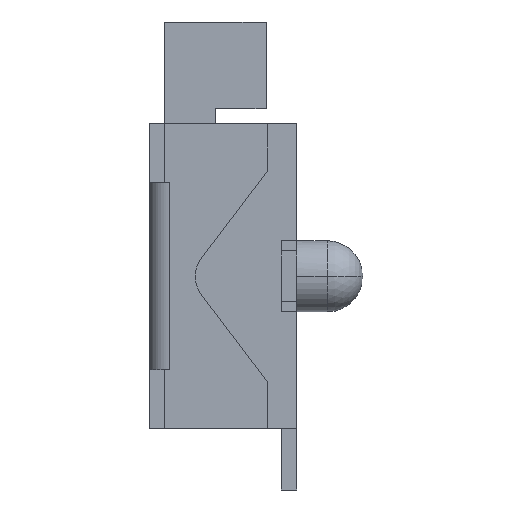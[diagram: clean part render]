
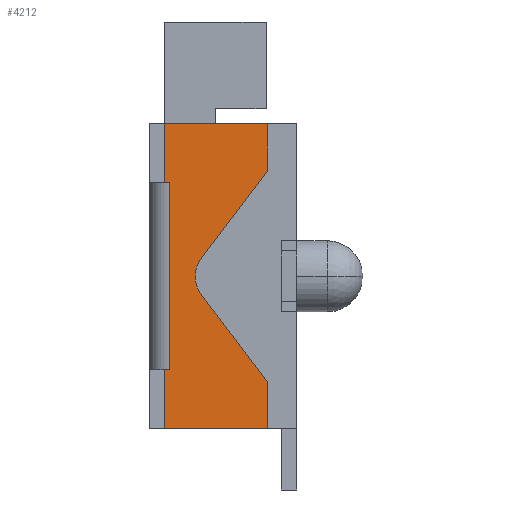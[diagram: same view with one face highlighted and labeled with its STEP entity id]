
A CAD part, left-side view. The second image highlights one B-rep face of the part: STEP entity #4212.
In plain terms, the highlighted planar face has unit normal (-1, 0, 0).
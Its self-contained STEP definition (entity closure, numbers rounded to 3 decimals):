
#413=DIRECTION('',(0.,1.,0.));
#414=VECTOR('',#413,1.017);
#415=CARTESIAN_POINT('',(-4.95,-0.442,1.5));
#416=LINE('',#415,#414);
#513=DIRECTION('',(0.,0.,1.));
#514=VECTOR('',#513,1.84);
#515=CARTESIAN_POINT('',(-4.95,0.525,-0.92));
#516=LINE('',#515,#514);
#517=DIRECTION('',(0.,1.,0.));
#518=VECTOR('',#517,0.05);
#519=CARTESIAN_POINT('',(-4.95,0.525,0.92));
#520=LINE('',#519,#518);
#521=DIRECTION('',(0.,0.,1.));
#522=VECTOR('',#521,0.58);
#523=CARTESIAN_POINT('',(-4.95,0.575,0.92));
#524=LINE('',#523,#522);
#525=DIRECTION('',(0.,0.,-1.));
#526=VECTOR('',#525,0.457);
#527=CARTESIAN_POINT('',(-4.95,-0.442,1.5));
#528=LINE('',#527,#526);
#529=DIRECTION('',(0.,0.604,-0.797));
#530=VECTOR('',#529,1.087);
#531=CARTESIAN_POINT('',(-4.95,-0.442,1.043));
#532=LINE('',#531,#530);
#533=CARTESIAN_POINT('',(-4.95,-0.019,0.));
#534=DIRECTION('',(-1.,0.,0.));
#535=DIRECTION('',(0.,0.797,0.604));
#536=AXIS2_PLACEMENT_3D('',#533,#534,#535);
#538=DIRECTION('',(0.,-0.604,-0.797));
#539=VECTOR('',#538,1.087);
#540=CARTESIAN_POINT('',(-4.95,0.214,-0.177));
#541=LINE('',#540,#539);
#542=DIRECTION('',(0.,0.,1.));
#543=VECTOR('',#542,0.457);
#544=CARTESIAN_POINT('',(-4.95,-0.442,-1.5));
#545=LINE('',#544,#543);
#546=DIRECTION('',(0.,1.,0.));
#547=VECTOR('',#546,1.017);
#548=CARTESIAN_POINT('',(-4.95,-0.442,-1.5));
#549=LINE('',#548,#547);
#550=DIRECTION('',(0.,0.,1.));
#551=VECTOR('',#550,0.58);
#552=CARTESIAN_POINT('',(-4.95,0.575,-1.5));
#553=LINE('',#552,#551);
#554=DIRECTION('',(0.,1.,0.));
#555=VECTOR('',#554,0.05);
#556=CARTESIAN_POINT('',(-4.95,0.525,-0.92));
#557=LINE('',#556,#555);
#2811=CARTESIAN_POINT('',(-4.95,-0.442,1.5));
#2812=CARTESIAN_POINT('',(-4.95,-0.442,1.043));
#2813=VERTEX_POINT('',#2811);
#2814=VERTEX_POINT('',#2812);
#2815=CARTESIAN_POINT('',(-4.95,0.214,0.177));
#2816=VERTEX_POINT('',#2815);
#2817=CARTESIAN_POINT('',(-4.95,0.214,-0.177));
#2818=VERTEX_POINT('',#2817);
#2819=CARTESIAN_POINT('',(-4.95,-0.442,-1.043));
#2820=VERTEX_POINT('',#2819);
#2821=CARTESIAN_POINT('',(-4.95,-0.442,-1.5));
#2822=VERTEX_POINT('',#2821);
#3407=CARTESIAN_POINT('',(-4.95,0.575,1.5));
#3409=VERTEX_POINT('',#3407);
#3424=CARTESIAN_POINT('',(-4.95,0.575,-1.5));
#3426=VERTEX_POINT('',#3424);
#3451=CARTESIAN_POINT('',(-4.95,0.525,-0.92));
#3452=CARTESIAN_POINT('',(-4.95,0.525,0.92));
#3453=VERTEX_POINT('',#3451);
#3454=VERTEX_POINT('',#3452);
#3459=CARTESIAN_POINT('',(-4.95,0.575,-0.92));
#3460=VERTEX_POINT('',#3459);
#3461=CARTESIAN_POINT('',(-4.95,0.575,0.92));
#3462=VERTEX_POINT('',#3461);
#4185=CARTESIAN_POINT('',(-4.95,-0.725,-1.5));
#4186=DIRECTION('',(-1.,0.,0.));
#4187=DIRECTION('',(0.,0.,1.));
#4188=AXIS2_PLACEMENT_3D('',#4185,#4186,#4187);
#4189=PLANE('',#4188);
#4191=ORIENTED_EDGE('',*,*,#4190,.T.);
#4193=ORIENTED_EDGE('',*,*,#4192,.T.);
#4194=ORIENTED_EDGE('',*,*,#4132,.T.);
#4195=ORIENTED_EDGE('',*,*,#4039,.F.);
#4197=ORIENTED_EDGE('',*,*,#4196,.T.);
#4199=ORIENTED_EDGE('',*,*,#4198,.T.);
#4201=ORIENTED_EDGE('',*,*,#4200,.T.);
#4203=ORIENTED_EDGE('',*,*,#4202,.T.);
#4205=ORIENTED_EDGE('',*,*,#4204,.F.);
#4207=ORIENTED_EDGE('',*,*,#4206,.T.);
#4208=ORIENTED_EDGE('',*,*,#4109,.T.);
#4209=ORIENTED_EDGE('',*,*,#4177,.F.);
#4210=EDGE_LOOP('',(#4191,#4193,#4194,#4195,#4197,#4199,#4201,#4203,#4205,#4207,
#4208,#4209));
#4211=FACE_OUTER_BOUND('',#4210,.F.);
#537=CIRCLE('',#536,0.292);
#4039=EDGE_CURVE('',#2813,#3409,#416,.T.);
#4109=EDGE_CURVE('',#3426,#3460,#553,.T.);
#4132=EDGE_CURVE('',#3462,#3409,#524,.T.);
#4177=EDGE_CURVE('',#3453,#3460,#557,.T.);
#4190=EDGE_CURVE('',#3453,#3454,#516,.T.);
#4192=EDGE_CURVE('',#3454,#3462,#520,.T.);
#4196=EDGE_CURVE('',#2813,#2814,#528,.T.);
#4198=EDGE_CURVE('',#2814,#2816,#532,.T.);
#4200=EDGE_CURVE('',#2816,#2818,#537,.T.);
#4202=EDGE_CURVE('',#2818,#2820,#541,.T.);
#4204=EDGE_CURVE('',#2822,#2820,#545,.T.);
#4206=EDGE_CURVE('',#2822,#3426,#549,.T.);
#4212=ADVANCED_FACE('',(#4211),#4189,.T.);
